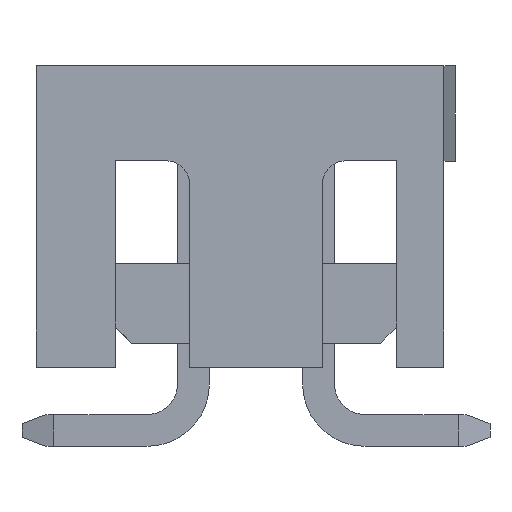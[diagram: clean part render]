
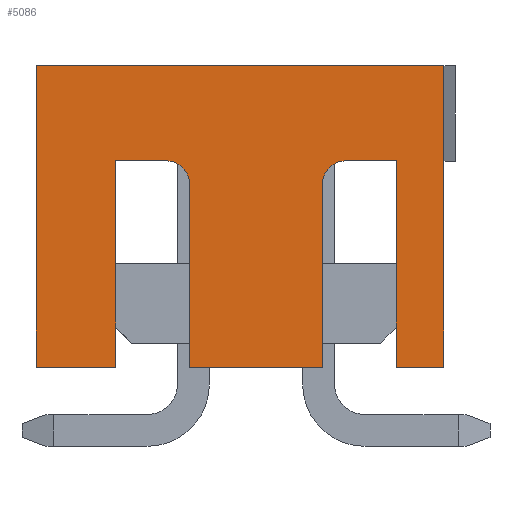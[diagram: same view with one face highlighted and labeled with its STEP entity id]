
A CAD part, left-side view. The second image highlights one B-rep face of the part: STEP entity #5086.
In plain terms, the highlighted planar face has unit normal (-1, 0, 0).
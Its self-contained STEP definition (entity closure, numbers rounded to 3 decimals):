
#74=CIRCLE('',#5369,0.381);
#78=CIRCLE('',#5396,0.381);
#172=FACE_OUTER_BOUND('',#475,.T.);
#475=EDGE_LOOP('',(#3664,#3665,#3666,#3667,#3668,#3669,#3670,#3671,#3672,
#3673,#3674,#3675,#3676,#3677));
#736=LINE('',#7055,#1429);
#759=LINE('',#7103,#1452);
#765=LINE('',#7116,#1458);
#780=LINE('',#7149,#1473);
#784=LINE('',#7156,#1477);
#800=LINE('',#7193,#1493);
#925=LINE('',#7443,#1618);
#933=LINE('',#7458,#1626);
#945=LINE('',#7477,#1638);
#946=LINE('',#7480,#1639);
#947=LINE('',#7483,#1640);
#948=LINE('',#7484,#1641);
#1429=VECTOR('',#5699,1000.);
#1452=VECTOR('',#5732,1000.);
#1458=VECTOR('',#5740,1000.);
#1473=VECTOR('',#5763,1000.);
#1477=VECTOR('',#5769,1000.);
#1493=VECTOR('',#5797,1000.);
#1618=VECTOR('',#5958,1000.);
#1626=VECTOR('',#5972,1000.);
#1638=VECTOR('',#5998,1000.);
#1639=VECTOR('',#6001,1000.);
#1640=VECTOR('',#6004,1000.);
#1641=VECTOR('',#6005,1000.);
#2119=VERTEX_POINT('',#7052);
#2120=VERTEX_POINT('',#7054);
#2138=VERTEX_POINT('',#7097);
#2140=VERTEX_POINT('',#7101);
#2145=VERTEX_POINT('',#7113);
#2146=VERTEX_POINT('',#7115);
#2159=VERTEX_POINT('',#7147);
#2160=VERTEX_POINT('',#7148);
#2176=VERTEX_POINT('',#7190);
#2177=VERTEX_POINT('',#7192);
#2180=VERTEX_POINT('',#7200);
#2288=VERTEX_POINT('',#7456);
#2289=VERTEX_POINT('',#7479);
#2290=VERTEX_POINT('',#7481);
#2600=EDGE_CURVE('',#2119,#2120,#736,.T.);
#2623=EDGE_CURVE('',#2138,#2140,#759,.T.);
#2629=EDGE_CURVE('',#2146,#2145,#765,.T.);
#2644=EDGE_CURVE('',#2159,#2160,#780,.T.);
#2648=EDGE_CURVE('',#2119,#2146,#784,.T.);
#2666=EDGE_CURVE('',#2176,#2177,#800,.T.);
#2670=EDGE_CURVE('',#2180,#2177,#74,.T.);
#2795=EDGE_CURVE('',#2159,#2176,#925,.T.);
#2804=EDGE_CURVE('',#2288,#2145,#933,.T.);
#2816=EDGE_CURVE('',#2120,#2160,#945,.T.);
#2817=EDGE_CURVE('',#2289,#2288,#946,.T.);
#2818=EDGE_CURVE('',#2289,#2290,#78,.T.);
#2819=EDGE_CURVE('',#2138,#2290,#947,.T.);
#2820=EDGE_CURVE('',#2180,#2140,#948,.T.);
#3664=ORIENTED_EDGE('',*,*,#2629,.T.);
#3665=ORIENTED_EDGE('',*,*,#2804,.F.);
#3666=ORIENTED_EDGE('',*,*,#2817,.F.);
#3667=ORIENTED_EDGE('',*,*,#2818,.T.);
#3668=ORIENTED_EDGE('',*,*,#2819,.F.);
#3669=ORIENTED_EDGE('',*,*,#2623,.T.);
#3670=ORIENTED_EDGE('',*,*,#2820,.F.);
#3671=ORIENTED_EDGE('',*,*,#2670,.T.);
#3672=ORIENTED_EDGE('',*,*,#2666,.F.);
#3673=ORIENTED_EDGE('',*,*,#2795,.F.);
#3674=ORIENTED_EDGE('',*,*,#2644,.T.);
#3675=ORIENTED_EDGE('',*,*,#2816,.F.);
#3676=ORIENTED_EDGE('',*,*,#2600,.F.);
#3677=ORIENTED_EDGE('',*,*,#2648,.T.);
#4819=PLANE('',#5395);
#5086=ADVANCED_FACE('',(#172),#4819,.F.);
#5369=AXIS2_PLACEMENT_3D('',#7201,#5804,#5805);
#5395=AXIS2_PLACEMENT_3D('',#7478,#5999,#6000);
#5396=AXIS2_PLACEMENT_3D('',#7482,#6002,#6003);
#5699=DIRECTION('',(0.,-1.,0.));
#5732=DIRECTION('',(0.,-1.,0.));
#5740=DIRECTION('',(0.,-1.,0.));
#5763=DIRECTION('',(0.,-1.,0.));
#5769=DIRECTION('',(0.,0.,-1.));
#5797=DIRECTION('',(0.,1.,0.));
#5804=DIRECTION('center_axis',(1.,0.,0.));
#5805=DIRECTION('ref_axis',(0.,1.,0.));
#5958=DIRECTION('',(0.,0.,1.));
#5972=DIRECTION('',(0.,0.,-1.));
#5998=DIRECTION('',(0.,0.,-1.));
#5999=DIRECTION('center_axis',(1.,0.,0.));
#6000=DIRECTION('ref_axis',(0.,1.,0.));
#6001=DIRECTION('',(0.,1.,0.));
#6002=DIRECTION('center_axis',(1.,0.,0.));
#6003=DIRECTION('ref_axis',(0.,1.,0.));
#6004=DIRECTION('',(0.,0.,1.));
#6005=DIRECTION('',(0.,0.,-1.));
#7052=CARTESIAN_POINT('',(-8.984,3.518,6.096));
#7054=CARTESIAN_POINT('',(-8.984,-3.01,6.096));
#7055=CARTESIAN_POINT('',(-8.984,3.518,6.096));
#7097=CARTESIAN_POINT('',(-8.984,1.062,1.27));
#7101=CARTESIAN_POINT('',(-8.984,-1.062,1.27));
#7103=CARTESIAN_POINT('',(-8.984,3.518,1.27));
#7113=CARTESIAN_POINT('',(-8.984,2.248,1.27));
#7115=CARTESIAN_POINT('',(-8.984,3.518,1.27));
#7116=CARTESIAN_POINT('',(-8.984,3.518,1.27));
#7147=CARTESIAN_POINT('',(-8.984,-2.248,1.27));
#7148=CARTESIAN_POINT('',(-8.984,-3.01,1.27));
#7149=CARTESIAN_POINT('',(-8.984,3.518,1.27));
#7156=CARTESIAN_POINT('',(-8.984,3.518,6.096));
#7190=CARTESIAN_POINT('',(-8.984,-2.248,4.572));
#7192=CARTESIAN_POINT('',(-8.984,-1.443,4.572));
#7193=CARTESIAN_POINT('',(-8.984,-2.248,4.572));
#7200=CARTESIAN_POINT('',(-8.984,-1.062,4.191));
#7201=CARTESIAN_POINT('Origin',(-8.984,-1.443,4.191));
#7443=CARTESIAN_POINT('',(-8.984,-2.248,1.27));
#7456=CARTESIAN_POINT('',(-8.984,2.248,4.572));
#7458=CARTESIAN_POINT('',(-8.984,2.248,4.572));
#7477=CARTESIAN_POINT('',(-8.984,-3.01,6.096));
#7478=CARTESIAN_POINT('Origin',(-8.984,3.518,6.096));
#7479=CARTESIAN_POINT('',(-8.984,1.443,4.572));
#7480=CARTESIAN_POINT('',(-8.984,1.443,4.572));
#7481=CARTESIAN_POINT('',(-8.984,1.062,4.191));
#7482=CARTESIAN_POINT('Origin',(-8.984,1.443,4.191));
#7483=CARTESIAN_POINT('',(-8.984,1.062,1.27));
#7484=CARTESIAN_POINT('',(-8.984,-1.062,4.191));
